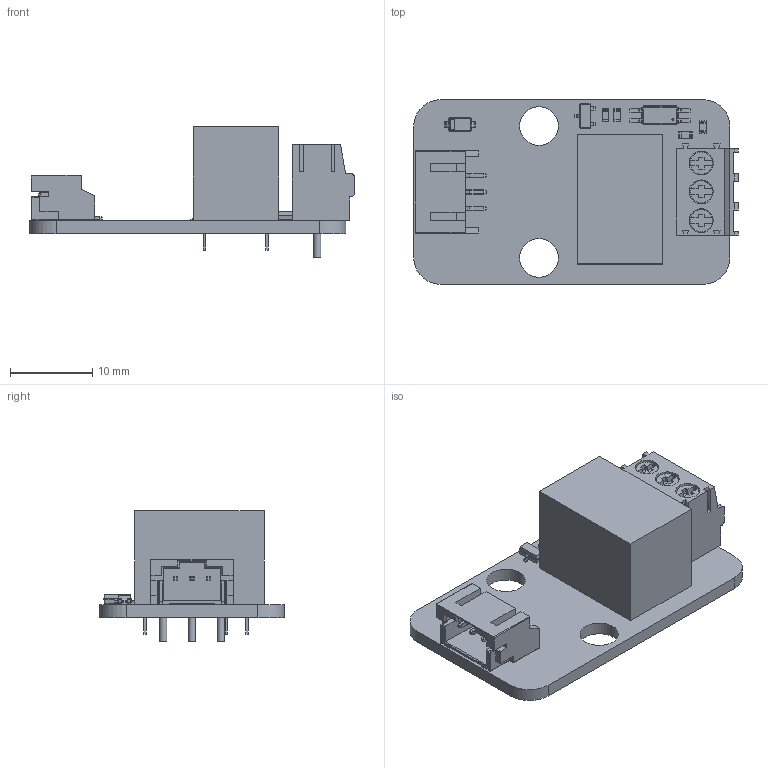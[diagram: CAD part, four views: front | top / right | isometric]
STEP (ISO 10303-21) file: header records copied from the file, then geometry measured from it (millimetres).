
FILE_DESCRIPTION(('KiCad electronic assembly'),'2;1');
FILE_NAME('Relay_Module.step','2025-07-16T19:21:04',('Pcbnew'),('Kicad') ,'Open CASCADE STEP processor 7.8','KiCad to STEP converter','Unknown' );
FILE_SCHEMA(('AUTOMOTIVE_DESIGN { 1 0 10303 214 1 1 1 1 }'));
Length unit declared in the file: millimetre
Products named in the file (20): Relay_Module 1; R_0603_1608Metric; LED_0603_1608Metric_Castellated; Relay_SPDT_HJR-4102; D_SOD-123; D_SOD_123; D_SOD-123F; D_SOD_123F; SO-4_4.4x2.3mm_P1.27mm; SO_4_44x23mm_P127mm; User Library-PH2_0-3PWB; User Library-PH2.0-3PWB; SOT-23; SOT_23; TerminalBlock_Phoenix_PT-1,5-3-3.5-H_1x03_P3.50mm_Horizontal; TerminalBlock_Phoenix_PT_15_3_35_H_1x03_P350mm_Horizontal; _autosave-Relay_Module_PCB
Assembly tree (23 placements, depth 3):
  Relay_Module 1
    R_0603_1608Metric  x3
      R_0603_1608Metric
    LED_0603_1608Metric_Castellated  x2
      LED_0603_1608Metric_Castellated
    Relay_SPDT_HJR-4102
      Relay_SPDT_HJR-4102
    D_SOD-123
      D_SOD_123
    D_SOD-123F
      D_SOD_123F
    SO-4_4.4x2.3mm_P1.27mm
      SO_4_44x23mm_P127mm
    User Library-PH2_0-3PWB
      User Library-PH2.0-3PWB
    SOT-23  x2
      SOT_23
    TerminalBlock_Phoenix_PT-1,5-3-3.5-H_1x03_P3.50mm_Horizontal
      TerminalBlock_Phoenix_PT_15_3_35_H_1x03_P350mm_Horizontal
    _autosave-Relay_Module_PCB
Bounding box: 39.4 x 22.4 x 15.9 mm (x, y, z)
Volume: 3856.2 mm3; surface area: 4559.6 mm2
Topology: 19 solids, 19 shells, 1347 faces, 3487 edges, 2226 vertices
Faces by surface type: plane 900, cylinder 234, bspline 185, torus 24, sphere 4
Full cylindrical faces by diameter (mm): 0.2 x1, 0.9 x3, 1 x3, 1.4 x6, 2.7 x3, 2.9 x3, 4.7 x2
Entity records: 40003 total; most frequent: CARTESIAN_POINT 7935, ORIENTED_EDGE 6132, DIRECTION 5142, EDGE_CURVE 3066, LINE 2364, VECTOR 2364, VERTEX_POINT 1966, AXIS2_PLACEMENT_3D 1389
